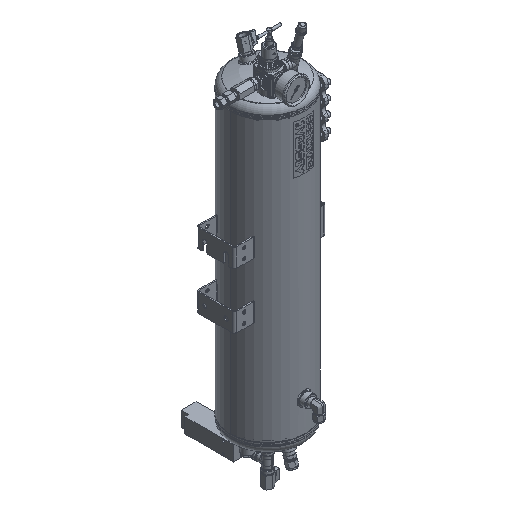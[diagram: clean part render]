
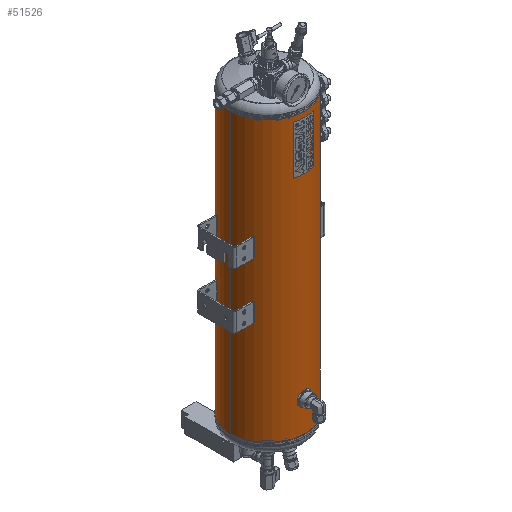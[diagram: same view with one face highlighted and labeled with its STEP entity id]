
A CAD part, isometric view. The second image highlights one B-rep face of the part: STEP entity #51526.
In plain terms, the highlighted cylindrical face has radius 100 mm (diameter 200 mm), a partial arc.
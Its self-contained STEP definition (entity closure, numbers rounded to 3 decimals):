
#3199=B_SPLINE_CURVE_WITH_KNOTS('',3,(#80463,#80464,#80465,#80466,#80467,
#80468,#80469,#80470,#80471,#80472,#80473),.UNSPECIFIED.,.T.,.F.,(1,1,1,
1,1,1,1,1,1,1,1,1,1,1,1),(-0.012,-0.008,-0.004,
0.,0.004,0.008,0.012,0.016,
0.02,0.023,0.027,0.031,
0.035,0.039,0.043),.UNSPECIFIED.);
#3200=B_SPLINE_CURVE_WITH_KNOTS('',3,(#80475,#80476,#80477,#80478,#80479,
#80480,#80481,#80482,#80483,#80484,#80485),.UNSPECIFIED.,.T.,.F.,(1,1,1,
1,1,1,1,1,1,1,1,1,1,1,1),(-0.012,-0.008,-0.004,
0.,0.004,0.008,0.012,0.016,
0.02,0.023,0.027,0.031,
0.035,0.039,0.043),.UNSPECIFIED.);
#3201=B_SPLINE_CURVE_WITH_KNOTS('',3,(#80487,#80488,#80489,#80490,#80491,
#80492,#80493,#80494,#80495,#80496,#80497,#80498,#80499,#80500,#80501,#80502,
#80503,#80504,#80505),.UNSPECIFIED.,.T.,.F.,(1,1,1,1,1,1,1,1,1,1,1,1,1,
1,1,1,1,1,1,1,1,1,1),(-0.018,-0.012,-0.006,
0.,0.006,0.012,0.018,
0.023,0.029,0.035,0.041,
0.047,0.053,0.059,0.065,
0.07,0.076,0.082,0.088,
0.094,0.1,0.106,0.112),
 .UNSPECIFIED.);
#5449=LINE('',#80507,#8777);
#5450=LINE('',#80512,#8778);
#8777=VECTOR('',#66640,1000.);
#8778=VECTOR('',#66643,1000.);
#12110=ORIENTED_EDGE('',*,*,#27594,.T.);
#12111=ORIENTED_EDGE('',*,*,#27595,.T.);
#12112=ORIENTED_EDGE('',*,*,#27596,.T.);
#12113=ORIENTED_EDGE('',*,*,#27597,.T.);
#12114=ORIENTED_EDGE('',*,*,#27598,.T.);
#12115=ORIENTED_EDGE('',*,*,#27599,.F.);
#12116=ORIENTED_EDGE('',*,*,#27600,.F.);
#27594=EDGE_CURVE('',#35336,#35336,#3199,.T.);
#27595=EDGE_CURVE('',#35337,#35337,#3200,.T.);
#27596=EDGE_CURVE('',#35338,#35338,#3201,.T.);
#27597=EDGE_CURVE('',#35339,#35340,#5449,.T.);
#27598=EDGE_CURVE('',#35340,#35341,#40747,.T.);
#27599=EDGE_CURVE('',#35342,#35341,#5450,.T.);
#27600=EDGE_CURVE('',#35339,#35342,#40748,.T.);
#35336=VERTEX_POINT('',#80474);
#35337=VERTEX_POINT('',#80486);
#35338=VERTEX_POINT('',#80506);
#35339=VERTEX_POINT('',#80508);
#35340=VERTEX_POINT('',#80509);
#35341=VERTEX_POINT('',#80511);
#35342=VERTEX_POINT('',#80513);
#40747=CIRCLE('',#61407,100.);
#40748=CIRCLE('',#61408,100.);
#42544=EDGE_LOOP('',(#12110));
#42545=EDGE_LOOP('',(#12111));
#42546=EDGE_LOOP('',(#12112));
#42547=EDGE_LOOP('',(#12113,#12114,#12115,#12116));
#46629=FACE_BOUND('',#42544,.T.);
#46630=FACE_BOUND('',#42545,.T.);
#46631=FACE_BOUND('',#42546,.T.);
#46632=FACE_BOUND('',#42547,.T.);
#50712=CYLINDRICAL_SURFACE('',#61406,100.);
#51526=ADVANCED_FACE('',(#46629,#46630,#46631,#46632),#50712,.T.);
#61406=AXIS2_PLACEMENT_3D('',#80462,#66638,#66639);
#61407=AXIS2_PLACEMENT_3D('',#80510,#66641,#66642);
#61408=AXIS2_PLACEMENT_3D('',#80514,#66644,#66645);
#66638=DIRECTION('',(0.,-1.,0.));
#66639=DIRECTION('',(0.,0.,-1.));
#66640=DIRECTION('',(0.,-1.,0.));
#66641=DIRECTION('',(0.,1.,0.));
#66642=DIRECTION('',(1.,0.,0.));
#66643=DIRECTION('',(0.,-1.,0.));
#66644=DIRECTION('',(0.,1.,0.));
#66645=DIRECTION('',(1.,0.,0.));
#80462=CARTESIAN_POINT('',(0.,750.,0.));
#80463=CARTESIAN_POINT('',(-3.915,48.922,-99.938));
#80464=CARTESIAN_POINT('',(-5.542,44.999,-99.844));
#80465=CARTESIAN_POINT('',(-3.916,41.082,-99.938));
#80466=CARTESIAN_POINT('',(-0.004,39.46,-100.031));
#80467=CARTESIAN_POINT('',(3.917,41.079,-99.938));
#80468=CARTESIAN_POINT('',(5.54,44.999,-99.844));
#80469=CARTESIAN_POINT('',(3.922,48.913,-99.937));
#80470=CARTESIAN_POINT('',(0.006,50.541,-100.031));
#80471=CARTESIAN_POINT('',(-3.915,48.922,-99.938));
#80472=CARTESIAN_POINT('',(-5.542,44.999,-99.844));
#80473=CARTESIAN_POINT('',(-3.916,41.082,-99.938));
#80474=CARTESIAN_POINT('',(-5.,45.,-99.875));
#80475=CARTESIAN_POINT('',(-3.915,158.922,-99.938));
#80476=CARTESIAN_POINT('',(-5.542,154.999,-99.844));
#80477=CARTESIAN_POINT('',(-3.916,151.082,-99.938));
#80478=CARTESIAN_POINT('',(-0.004,149.46,-100.031));
#80479=CARTESIAN_POINT('',(3.917,151.079,-99.938));
#80480=CARTESIAN_POINT('',(5.54,154.999,-99.844));
#80481=CARTESIAN_POINT('',(3.922,158.913,-99.937));
#80482=CARTESIAN_POINT('',(0.006,160.541,-100.031));
#80483=CARTESIAN_POINT('',(-3.915,158.922,-99.938));
#80484=CARTESIAN_POINT('',(-5.542,154.999,-99.844));
#80485=CARTESIAN_POINT('',(-3.916,151.082,-99.938));
#80486=CARTESIAN_POINT('',(-5.,155.,-99.875));
#80487=CARTESIAN_POINT('',(-98.994,672.42,14.208));
#80488=CARTESIAN_POINT('',(-98.806,666.495,15.395));
#80489=CARTESIAN_POINT('',(-98.993,660.6,14.214));
#80490=CARTESIAN_POINT('',(-99.436,655.617,10.88));
#80491=CARTESIAN_POINT('',(-99.878,652.286,5.9));
#80492=CARTESIAN_POINT('',(-100.061,651.109,0.009));
#80493=CARTESIAN_POINT('',(-99.879,652.279,-5.887));
#80494=CARTESIAN_POINT('',(-99.437,655.615,-10.879));
#80495=CARTESIAN_POINT('',(-98.992,660.601,-14.215));
#80496=CARTESIAN_POINT('',(-98.807,666.494,-15.391));
#80497=CARTESIAN_POINT('',(-98.992,672.387,-14.219));
#80498=CARTESIAN_POINT('',(-99.435,677.371,-10.892));
#80499=CARTESIAN_POINT('',(-99.877,680.709,-5.914));
#80500=CARTESIAN_POINT('',(-100.061,681.893,-0.013));
#80501=CARTESIAN_POINT('',(-99.878,680.72,5.889));
#80502=CARTESIAN_POINT('',(-99.437,677.387,10.874));
#80503=CARTESIAN_POINT('',(-98.994,672.42,14.208));
#80504=CARTESIAN_POINT('',(-98.806,666.495,15.395));
#80505=CARTESIAN_POINT('',(-98.993,660.6,14.214));
#80506=CARTESIAN_POINT('',(-98.869,666.5,15.));
#80507=CARTESIAN_POINT('',(0.254,801.561,100.));
#80508=CARTESIAN_POINT('',(0.254,750.,100.));
#80509=CARTESIAN_POINT('',(0.254,0.,100.));
#80510=CARTESIAN_POINT('',(0.,0.,0.));
#80511=CARTESIAN_POINT('',(-0.254,0.,100.));
#80512=CARTESIAN_POINT('',(-0.254,801.561,100.));
#80513=CARTESIAN_POINT('',(-0.254,750.,100.));
#80514=CARTESIAN_POINT('',(0.,750.,0.));
